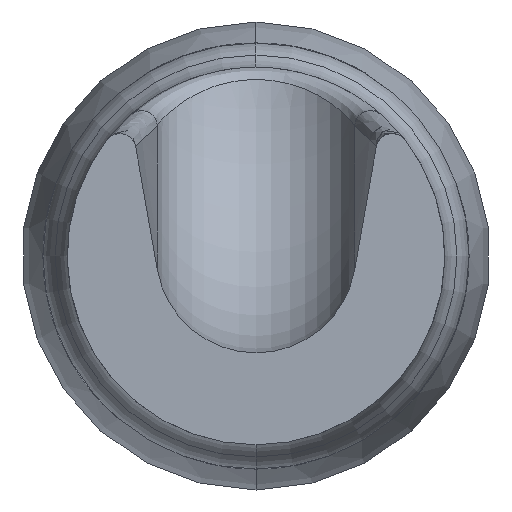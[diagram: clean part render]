
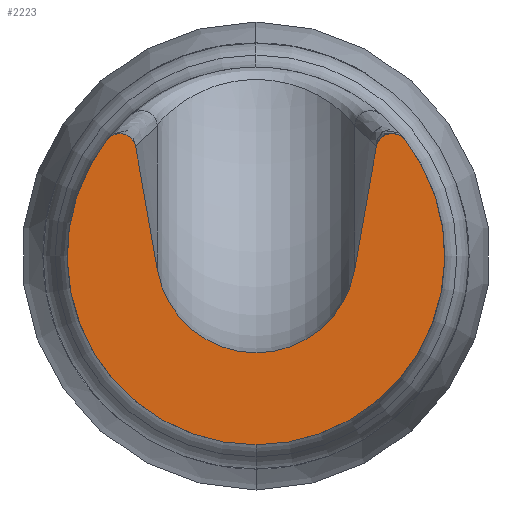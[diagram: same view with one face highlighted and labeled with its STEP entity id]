
A CAD part, front view. The second image highlights one B-rep face of the part: STEP entity #2223.
In plain terms, the highlighted planar face has unit normal (0, -1, 0).
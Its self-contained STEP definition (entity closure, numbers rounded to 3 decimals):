
#23 = EDGE_CURVE ( 'Defeature ausgef�hrt1_14+Defeature ausgef�hrt1_2+Defeature ausgef�hrt1_12+Defeature ausgef�hrt1_13', #3788, #3068, #1233, .T. ) ;
#151 = DIRECTION ( 'NONE',  ( 0., -1., 0. ) ) ;
#265 = CARTESIAN_POINT ( 'NONE',  ( 0.373, -30., 0.338 ) ) ;
#294 = DIRECTION ( 'NONE',  ( 0., 0., 1. ) ) ;
#331 = AXIS2_PLACEMENT_3D ( 'NONE', #2350, #949, #4079 ) ;
#369 = ORIENTED_EDGE ( 'NONE', *, *, #1975, .T. ) ;
#389 = AXIS2_PLACEMENT_3D ( 'NONE', #3682, #1268, #639 ) ;
#524 = CARTESIAN_POINT ( 'NONE',  ( 0., -30., -0.585 ) ) ;
#566 = CIRCLE ( 'NONE', #3195, 0.05 ) ;
#639 = DIRECTION ( 'NONE',  ( 0., 0., 1. ) ) ;
#662 = DIRECTION ( 'NONE',  ( 0.174, 0., -0.985 ) ) ;
#720 = CIRCLE ( 'NONE', #1212, 0.05 ) ;
#730 = EDGE_CURVE ( 'Defeature ausgef�hrt1_2+Defeature ausgef�hrt1_27+Defeature ausgef�hrt1_1+Defeature ausgef�hrt1_13', #4330, #4389, #4242, .T. ) ;
#949 = DIRECTION ( 'NONE',  ( 0., 1., 0. ) ) ;
#981 = CARTESIAN_POINT ( 'NONE',  ( -0.422, -30., 0.329 ) ) ;
#999 = DIRECTION ( 'NONE',  ( 0., -1., 0. ) ) ;
#1001 = PLANE ( 'NONE',  #1115 ) ;
#1092 = CARTESIAN_POINT ( 'NONE',  ( 0.305, -30., -0.044 ) ) ;
#1115 = AXIS2_PLACEMENT_3D ( 'NONE', #3369, #3719, #1653 ) ;
#1154 = ORIENTED_EDGE ( 'NONE', *, *, #730, .T. ) ;
#1175 = CARTESIAN_POINT ( 'NONE',  ( 0.461, -30., 0.36 ) ) ;
#1212 = AXIS2_PLACEMENT_3D ( 'NONE', #2702, #999, #294 ) ;
#1217 = DIRECTION ( 'NONE',  ( 0., -1., 0. ) ) ;
#1233 = CIRCLE ( 'NONE', #2983, 0.31 ) ;
#1268 = DIRECTION ( 'NONE',  ( 0., -1., 0. ) ) ;
#1273 = CIRCLE ( 'NONE', #3891, 0.05 ) ;
#1535 = VERTEX_POINT ( 'NONE', #1835 ) ;
#1653 = DIRECTION ( 'NONE',  ( 0., 0., 1. ) ) ;
#1655 = EDGE_CURVE ( 'Defeature ausgef�hrt1_1+Defeature ausgef�hrt1_2+Defeature ausgef�hrt1_27+Defeature ausgef�hrt1_31', #3900, #2107, #3972, .T. ) ;
#1746 = VECTOR ( 'NONE', #2087, 1000. ) ;
#1812 = CARTESIAN_POINT ( 'NONE',  ( 0., -30., -0.3 ) ) ;
#1835 = CARTESIAN_POINT ( 'NONE',  ( -0.422, -30., 0.379 ) ) ;
#1844 = EDGE_LOOP ( 'NONE', ( #4250, #369, #2593, #2049, #3039, #1154, #3164, #2959, #4094, #2758 ) ) ;
#1863 = CARTESIAN_POINT ( 'NONE',  ( 0.422, -30., 0.379 ) ) ;
#1975 = EDGE_CURVE ( 'Defeature ausgef�hrt1_2+Defeature ausgef�hrt1_31+Defeature ausgef�hrt1_12+Defeature ausgef�hrt1_1', #3833, #1535, #1273, .T. ) ;
#2049 = ORIENTED_EDGE ( 'NONE', *, *, #1655, .F. ) ;
#2087 = DIRECTION ( 'NONE',  ( 0.174, 0., 0.985 ) ) ;
#2107 = VERTEX_POINT ( 'NONE', #3327 ) ;
#2181 = EDGE_CURVE ( 'Defeature ausgef�hrt1_12+Defeature ausgef�hrt1_2+Defeature ausgef�hrt1_31+Defeature ausgef�hrt1_14', #3833, #3982, #3699, .T. ) ;
#2223 = ADVANCED_FACE ( 'Defeature ausgef�hrt1_2', ( #2396 ), #1001, .F. ) ;
#2224 = AXIS2_PLACEMENT_3D ( 'NONE', #3997, #3333, #4372 ) ;
#2350 = CARTESIAN_POINT ( 'NONE',  ( 0., -30., 0. ) ) ;
#2396 = FACE_OUTER_BOUND ( 'NONE', #1844, .T. ) ;
#2430 = EDGE_CURVE ( 'Defeature ausgef�hrt1_1+Defeature ausgef�hrt1_2+Defeature ausgef�hrt1_27+Defeature ausgef�hrt1_31', #4330, #3900, #3424, .T. ) ;
#2463 = CARTESIAN_POINT ( 'NONE',  ( 0.305, -30., -0.044 ) ) ;
#2480 = EDGE_CURVE ( 'Defeature ausgef�hrt1_2+Defeature ausgef�hrt1_31+Defeature ausgef�hrt1_12+Defeature ausgef�hrt1_1', #1535, #2107, #566, .T. ) ;
#2503 = AXIS2_PLACEMENT_3D ( 'NONE', #3406, #4104, #3422 ) ;
#2569 = DIRECTION ( 'NONE',  ( 0., 0., -1. ) ) ;
#2593 = ORIENTED_EDGE ( 'NONE', *, *, #2480, .T. ) ;
#2699 = LINE ( 'NONE', #1092, #1746 ) ;
#2702 = CARTESIAN_POINT ( 'NONE',  ( 0.422, -30., 0.329 ) ) ;
#2758 = ORIENTED_EDGE ( 'NONE', *, *, #4482, .F. ) ;
#2959 = ORIENTED_EDGE ( 'NONE', *, *, #3065, .F. ) ;
#2983 = AXIS2_PLACEMENT_3D ( 'NONE', #3254, #151, #2569 ) ;
#3039 = ORIENTED_EDGE ( 'NONE', *, *, #2430, .F. ) ;
#3065 = EDGE_CURVE ( 'Defeature ausgef�hrt1_13+Defeature ausgef�hrt1_2+Defeature ausgef�hrt1_14+Defeature ausgef�hrt1_27', #3068, #4102, #2699, .T. ) ;
#3068 = VERTEX_POINT ( 'NONE', #2463 ) ;
#3164 = ORIENTED_EDGE ( 'NONE', *, *, #4001, .T. ) ;
#3195 = AXIS2_PLACEMENT_3D ( 'NONE', #981, #3389, #4147 ) ;
#3254 = CARTESIAN_POINT ( 'NONE',  ( 0., -30., 0.01 ) ) ;
#3297 = CARTESIAN_POINT ( 'NONE',  ( -0.422, -30., 0.329 ) ) ;
#3319 = VECTOR ( 'NONE', #662, 1000. ) ;
#3327 = CARTESIAN_POINT ( 'NONE',  ( -0.461, -30., 0.36 ) ) ;
#3333 = DIRECTION ( 'NONE',  ( 0., -1., 0. ) ) ;
#3352 = CARTESIAN_POINT ( 'NONE',  ( -0.305, -30., -0.044 ) ) ;
#3369 = CARTESIAN_POINT ( 'NONE',  ( 0.585, -30., 0. ) ) ;
#3389 = DIRECTION ( 'NONE',  ( 0., -1., 0. ) ) ;
#3395 = CARTESIAN_POINT ( 'NONE',  ( -0.305, -30., -0.044 ) ) ;
#3406 = CARTESIAN_POINT ( 'NONE',  ( 0., -30., 0. ) ) ;
#3422 = DIRECTION ( 'NONE',  ( 0., 0., 1. ) ) ;
#3424 = CIRCLE ( 'NONE', #2503, 0.585 ) ;
#3609 = CARTESIAN_POINT ( 'NONE',  ( -0.373, -30., 0.338 ) ) ;
#3682 = CARTESIAN_POINT ( 'NONE',  ( 0.422, -30., 0.329 ) ) ;
#3699 = LINE ( 'NONE', #3395, #3319 ) ;
#3719 = DIRECTION ( 'NONE',  ( 0., 1., 0. ) ) ;
#3788 = VERTEX_POINT ( 'NONE', #1812 ) ;
#3833 = VERTEX_POINT ( 'NONE', #3609 ) ;
#3891 = AXIS2_PLACEMENT_3D ( 'NONE', #3297, #1217, #3945 ) ;
#3900 = VERTEX_POINT ( 'NONE', #524 ) ;
#3945 = DIRECTION ( 'NONE',  ( 0., 0., 1. ) ) ;
#3949 = CIRCLE ( 'NONE', #2224, 0.31 ) ;
#3972 = CIRCLE ( 'NONE', #331, 0.585 ) ;
#3982 = VERTEX_POINT ( 'NONE', #3352 ) ;
#3997 = CARTESIAN_POINT ( 'NONE',  ( 0., -30., 0.01 ) ) ;
#4001 = EDGE_CURVE ( 'Defeature ausgef�hrt1_2+Defeature ausgef�hrt1_27+Defeature ausgef�hrt1_1+Defeature ausgef�hrt1_13', #4389, #4102, #720, .T. ) ;
#4079 = DIRECTION ( 'NONE',  ( 0., 0., 1. ) ) ;
#4094 = ORIENTED_EDGE ( 'NONE', *, *, #23, .F. ) ;
#4102 = VERTEX_POINT ( 'NONE', #265 ) ;
#4104 = DIRECTION ( 'NONE',  ( 0., 1., 0. ) ) ;
#4147 = DIRECTION ( 'NONE',  ( 0., 0., 1. ) ) ;
#4242 = CIRCLE ( 'NONE', #389, 0.05 ) ;
#4250 = ORIENTED_EDGE ( 'NONE', *, *, #2181, .F. ) ;
#4330 = VERTEX_POINT ( 'NONE', #1175 ) ;
#4372 = DIRECTION ( 'NONE',  ( 0., 0., -1. ) ) ;
#4389 = VERTEX_POINT ( 'NONE', #1863 ) ;
#4482 = EDGE_CURVE ( 'Defeature ausgef�hrt1_14+Defeature ausgef�hrt1_2+Defeature ausgef�hrt1_12+Defeature ausgef�hrt1_13', #3982, #3788, #3949, .T. ) ;
